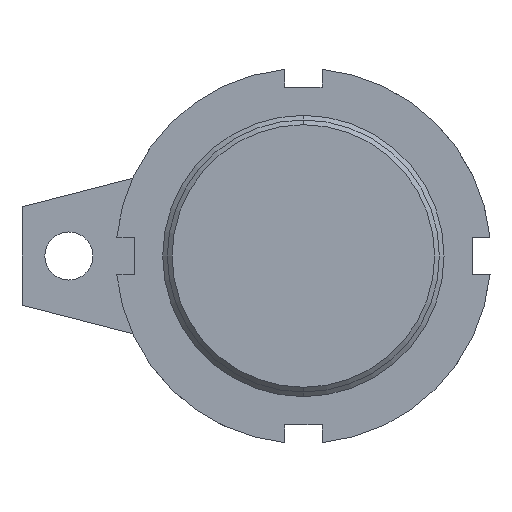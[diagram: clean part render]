
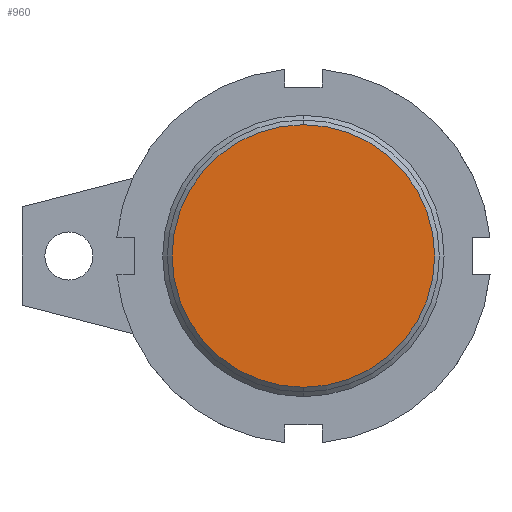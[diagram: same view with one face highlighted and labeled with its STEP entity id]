
A CAD part, front view. The second image highlights one B-rep face of the part: STEP entity #960.
In plain terms, the highlighted planar face has unit normal (0, -1, 0).
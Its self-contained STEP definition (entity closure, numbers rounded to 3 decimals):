
#190 = DIRECTION ( 'NONE',  ( 0., 0., 1. ) ) ;
#191 = DIRECTION ( 'NONE',  ( 0., -1., 0. ) ) ;
#192 = CARTESIAN_POINT ( 'NONE',  ( 0., 0., 0. ) ) ;
#238 = CARTESIAN_POINT ( 'NONE',  ( 0., 0., 28. ) ) ;
#377 = CARTESIAN_POINT ( 'NONE',  ( 0., 0., -28. ) ) ;
#960 = ADVANCED_FACE ( 'NONE', ( #2859 ), #1456, .F. ) ;
#1042 = CARTESIAN_POINT ( 'NONE',  ( 29., 0., 0. ) ) ;
#1452 = DIRECTION ( 'NONE',  ( 0., 0., 1. ) ) ;
#1453 = DIRECTION ( 'NONE',  ( 0., 1., 0. ) ) ;
#1456 = PLANE ( 'NONE',  #1926 ) ;
#1499 = VERTEX_POINT ( 'NONE', #238 ) ;
#1562 = VERTEX_POINT ( 'NONE', #377 ) ;
#1647 = ORIENTED_EDGE ( 'NONE', *, *, #4355, .T. ) ;
#1648 = ORIENTED_EDGE ( 'NONE', *, *, #2114, .T. ) ;
#1926 = AXIS2_PLACEMENT_3D ( 'NONE', #1042, #1453, #1452 ) ;
#1950 = AXIS2_PLACEMENT_3D ( 'NONE', #2683, #2684, #2679 ) ;
#2114 = EDGE_CURVE ( 'NONE', #1562, #1499, #2690, .T. ) ;
#2125 = AXIS2_PLACEMENT_3D ( 'NONE', #192, #191, #190 ) ;
#2592 = CIRCLE ( 'NONE', #1950, 28. ) ;
#2679 = DIRECTION ( 'NONE',  ( 0., 0., 1. ) ) ;
#2683 = CARTESIAN_POINT ( 'NONE',  ( 0., 0., 0. ) ) ;
#2684 = DIRECTION ( 'NONE',  ( 0., -1., 0. ) ) ;
#2690 = CIRCLE ( 'NONE', #2125, 28. ) ;
#2859 = FACE_OUTER_BOUND ( 'NONE', #2952, .T. ) ;
#2952 = EDGE_LOOP ( 'NONE', ( #1647, #1648 ) ) ;
#4355 = EDGE_CURVE ( 'NONE', #1499, #1562, #2592, .T. ) ;
